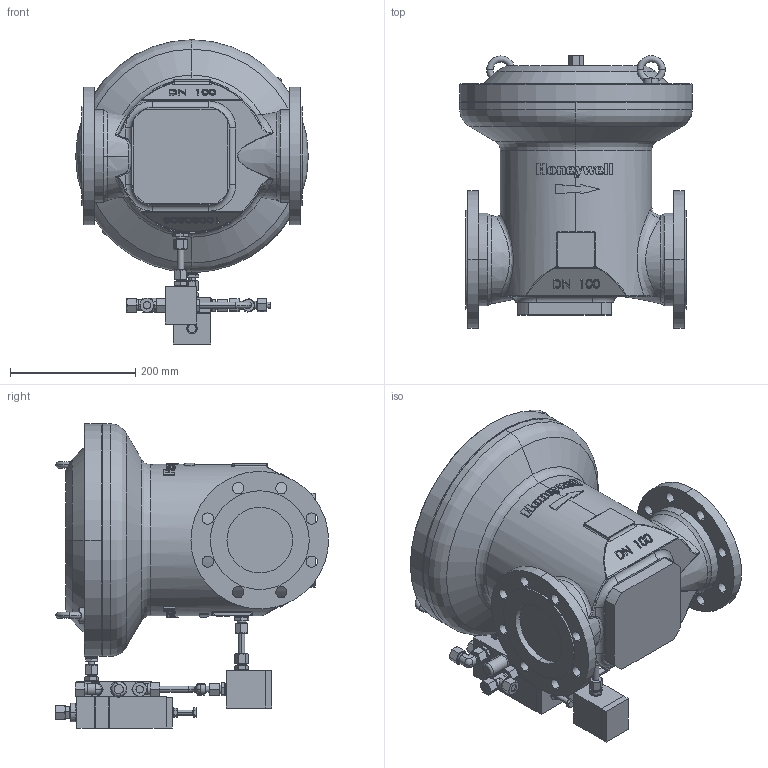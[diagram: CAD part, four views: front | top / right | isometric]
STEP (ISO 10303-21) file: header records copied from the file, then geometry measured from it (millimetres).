
FILE_DESCRIPTION (( 'STEP AP214' ), '1' );
FILE_NAME ('RMG402_DN100_PN16_0_630-1_So-RL.STEP', '2020-04-06T13:00:03', ( '' ), ( '' ), 'SwSTEP 2.0', 'SolidWorks 2017', '' );
FILE_SCHEMA (( 'AUTOMOTIVE_DESIGN' ));
Length unit declared in the file: millimetre
Products named in the file (1): RMG402_DN100_PN16_0_630-1_So-RL
Bounding box: 372 x 436.8 x 486.67 mm (x, y, z)
Volume: 26044321 mm3; surface area: 810481.6 mm2
Topology: 1 solids, 1 shells, 1597 faces, 3908 edges, 2426 vertices
Faces by surface type: plane 612, cone 370, bspline 297, cylinder 271, torus 39, sphere 8
Entity records: 67861 total; most frequent: CARTESIAN_POINT 29971, ORIENTED_EDGE 7800, DIRECTION 6190, EDGE_CURVE 3900, VERTEX_POINT 2426, AXIS2_PLACEMENT_3D 2380, EDGE_LOOP 1758, ADVANCED_FACE 1597
